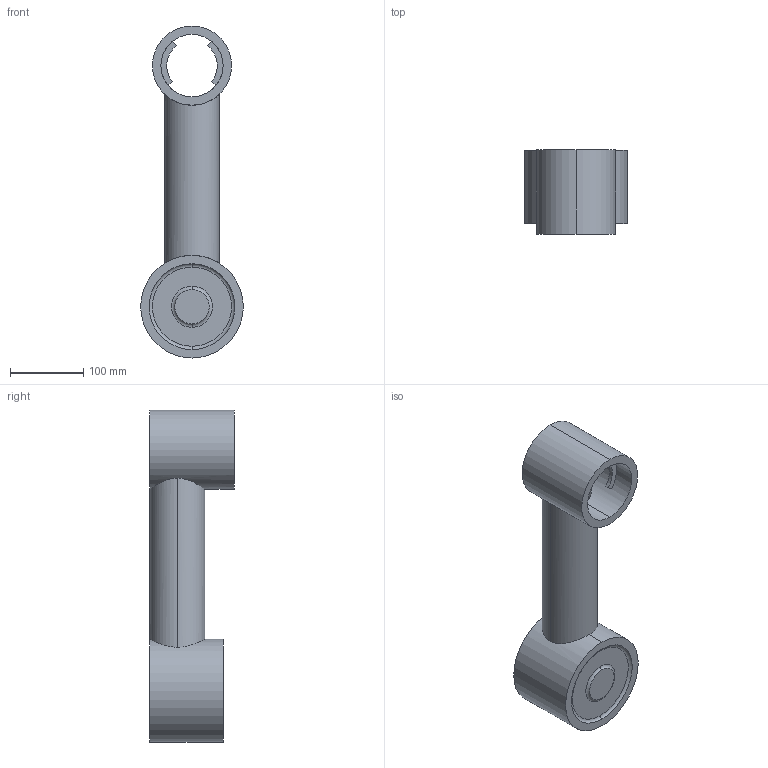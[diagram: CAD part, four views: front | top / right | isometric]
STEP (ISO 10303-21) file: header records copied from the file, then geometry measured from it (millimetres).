
FILE_DESCRIPTION (( 'STEP AP214' ), '1' );
FILE_NAME ('link4.STEP', '2025-12-10T08:47:30', ( '' ), ( '' ), 'SwSTEP 2.0', 'SolidWorks 2025', '' );
FILE_SCHEMA (( 'AUTOMOTIVE_DESIGN' ));
Length unit declared in the file: millimetre
Products named in the file (1): link4
Bounding box: 140 x 115 x 452.73 mm (x, y, z)
Volume: 1204805.1 mm3; surface area: 268570.1 mm2
Topology: 1 solids, 1 shells, 33 faces, 82 edges, 54 vertices
Faces by surface type: plane 15, cylinder 14, torus 4
Entity records: 1544 total; most frequent: CARTESIAN_POINT 719, DIRECTION 170, ORIENTED_EDGE 164, EDGE_CURVE 82, AXIS2_PLACEMENT_3D 70, VERTEX_POINT 54, EDGE_LOOP 40, CIRCLE 36
